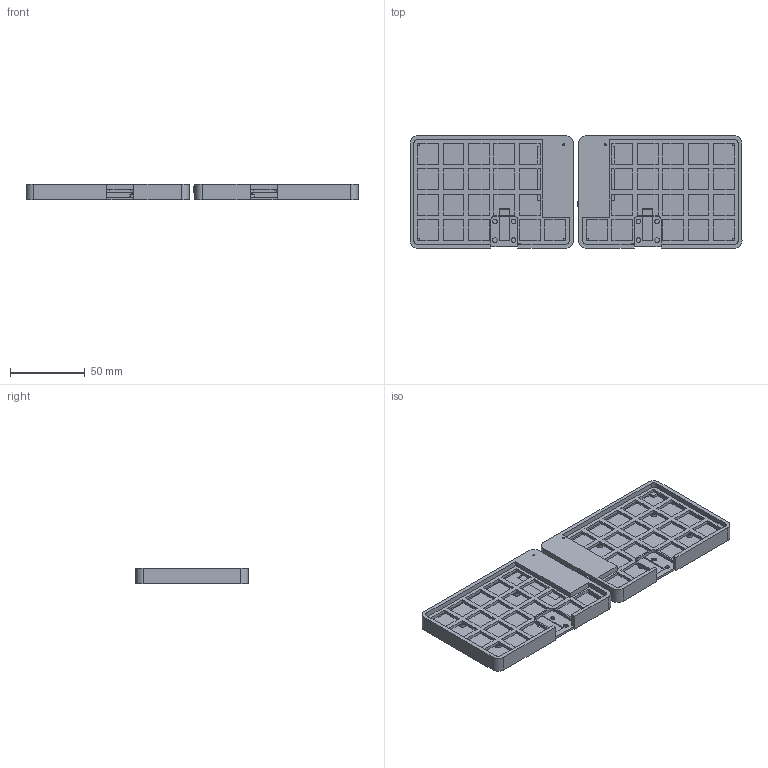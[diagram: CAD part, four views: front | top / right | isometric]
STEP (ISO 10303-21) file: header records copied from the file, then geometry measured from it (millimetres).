
FILE_DESCRIPTION(/* description */ (''),/* implementation_level */ '2;1');
FILE_NAME(/* name */ 'LisM.step',/* time_stamp */ '2025-10-20T03:04:45+09:00',/* author */ (''),/* organization */ (''),/* preprocessor_version */ 'ST-DEVELOPER v20.1',/* originating_system */ 'Autodesk Translation Framework v14.17.0.0',/* authorisation */ '');
FILE_SCHEMA (('AUTOMOTIVE_DESIGN { 1 0 10303 214 3 1 1 }'));
Length unit declared in the file: millimetre
Products named in the file (9): LisM; Left_BottomPart; Left_SwitchPlate; Left_Switch; Left_TopPart; Right_TopPart; Right_BottomPart; Right_SwitchPlate; Right_Switch
Assembly tree (8 placements, depth 2):
  LisM
    Left_BottomPart
    Left_SwitchPlate
    Left_Switch
    Left_TopPart
    Right_TopPart
    Right_BottomPart
    Right_SwitchPlate
    Right_Switch
Bounding box: 222.2 x 75.2 x 10.6 mm (x, y, z)
Volume: 48399.4 mm3; surface area: 76649 mm2
Topology: 10 solids, 10 shells, 656 faces, 1824 edges, 1212 vertices
Faces by surface type: plane 558, cylinder 98
Full cylindrical faces by diameter (mm): 1.2 x2, 2 x6, 2.4 x6, 3 x2, 3.08 x8, 3.5 x2, 4 x6
Entity records: 21291 total; most frequent: CARTESIAN_POINT 3710, ORIENTED_EDGE 3648, DIRECTION 3376, EDGE_CURVE 1824, LINE 1620, VECTOR 1620, VERTEX_POINT 1212, AXIS2_PLACEMENT_3D 878
